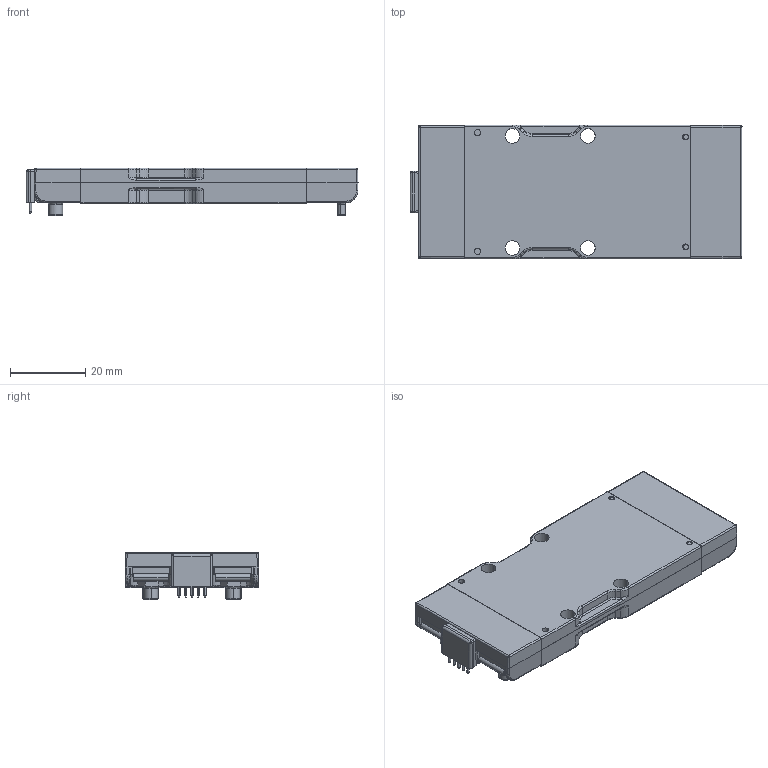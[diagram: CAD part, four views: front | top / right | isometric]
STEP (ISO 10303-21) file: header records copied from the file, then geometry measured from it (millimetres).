
FILE_DESCRIPTION (( 'STEP AP214' ), '1' );
FILE_NAME ('VIA_3414_shortpin.STEP', '2020-12-08T15:36:04', ( '' ), ( '' ), 'SwSTEP 2.0', 'SolidWorks 2017', '' );
FILE_SCHEMA (( 'AUTOMOTIVE_DESIGN' ));
Length unit declared in the file: millimetre
Products named in the file (1): VIA_3414_shortpin
Bounding box: 88.13 x 35.54 x 12.6 mm (x, y, z)
Volume: 26318.7 mm3; surface area: 20202.6 mm2
Topology: 33 solids, 38 shells, 1475 faces, 3835 edges, 2482 vertices
Faces by surface type: cylinder 579, plane 567, bspline 152, cone 146, torus 31
Entity records: 92280 total; most frequent: CARTESIAN_POINT 40990, ORIENTED_EDGE 7670, DIRECTION 6855, EDGE_CURVE 3835, VERTEX_POINT 2482, AXIS2_PLACEMENT_3D 2441, LINE 1973, VECTOR 1973
